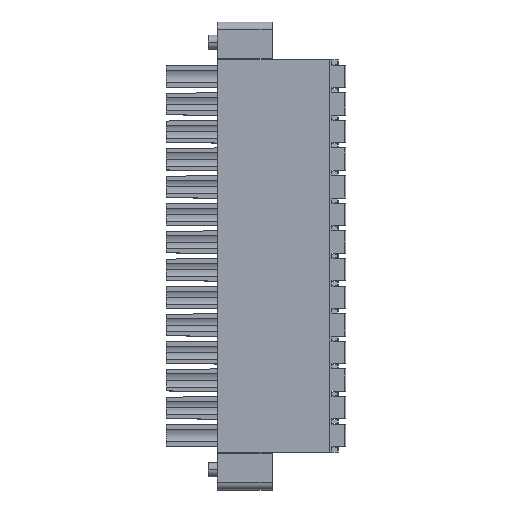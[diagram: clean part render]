
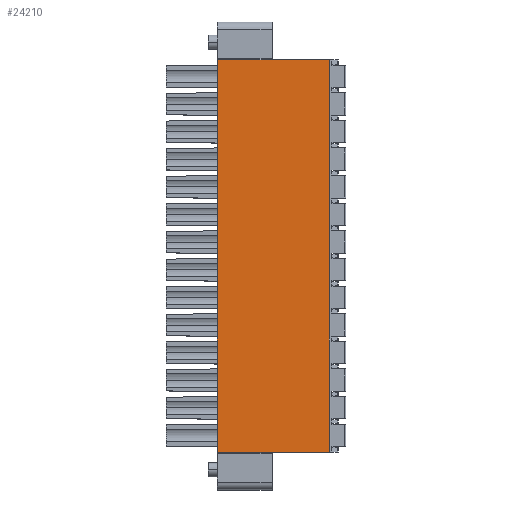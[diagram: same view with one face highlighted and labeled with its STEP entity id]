
A CAD part, top view. The second image highlights one B-rep face of the part: STEP entity #24210.
In plain terms, the highlighted planar face has unit normal (0, 0, 1).
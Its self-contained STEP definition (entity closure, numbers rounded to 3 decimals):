
#7468=DIRECTION('',(0.,1.,0.));
#7469=VECTOR('',#7468,49.7);
#7470=CARTESIAN_POINT('',(-6.625,-35.645,23.4));
#7471=LINE('',#7470,#7469);
#7472=DIRECTION('',(0.,-1.,0.));
#7473=VECTOR('',#7472,49.7);
#7474=CARTESIAN_POINT('',(7.575,14.055,23.4));
#7475=LINE('',#7474,#7473);
#7476=DIRECTION('',(-1.,0.,0.));
#7477=VECTOR('',#7476,6.95);
#7478=CARTESIAN_POINT('',(0.325,14.055,23.4));
#7479=LINE('',#7478,#7477);
#7560=DIRECTION('',(-1.,0.,0.));
#7561=VECTOR('',#7560,7.25);
#7562=CARTESIAN_POINT('',(7.575,14.055,23.4));
#7563=LINE('',#7562,#7561);
#7846=DIRECTION('',(1.,0.,0.));
#7847=VECTOR('',#7846,7.25);
#7848=CARTESIAN_POINT('',(0.325,-35.645,23.4));
#7849=LINE('',#7848,#7847);
#8855=DIRECTION('',(1.,0.,0.));
#8856=VECTOR('',#8855,6.95);
#8857=CARTESIAN_POINT('',(-6.625,-35.645,23.4));
#8858=LINE('',#8857,#8856);
#11013=CARTESIAN_POINT('',(-6.625,-35.645,23.4));
#11015=VERTEX_POINT('',#11013);
#11182=CARTESIAN_POINT('',(7.575,-35.645,23.4));
#11183=VERTEX_POINT('',#11182);
#11184=CARTESIAN_POINT('',(0.325,-35.645,23.4));
#11185=VERTEX_POINT('',#11184);
#13794=CARTESIAN_POINT('',(-6.625,14.055,23.4));
#13795=VERTEX_POINT('',#13794);
#13875=CARTESIAN_POINT('',(7.575,14.055,23.4));
#13876=VERTEX_POINT('',#13875);
#13877=CARTESIAN_POINT('',(0.325,14.055,23.4));
#13878=VERTEX_POINT('',#13877);
#24193=CARTESIAN_POINT('',(4.299,13.355,23.4));
#24194=DIRECTION('',(0.,0.,1.));
#24195=DIRECTION('',(-1.,0.,0.));
#24196=AXIS2_PLACEMENT_3D('',#24193,#24194,#24195);
#24197=PLANE('',#24196);
#24198=ORIENTED_EDGE('',*,*,#14103,.T.);
#24200=ORIENTED_EDGE('',*,*,#24199,.F.);
#24202=ORIENTED_EDGE('',*,*,#24201,.F.);
#24203=ORIENTED_EDGE('',*,*,#24183,.T.);
#24205=ORIENTED_EDGE('',*,*,#24204,.F.);
#24207=ORIENTED_EDGE('',*,*,#24206,.F.);
#24208=EDGE_LOOP('',(#24198,#24200,#24202,#24203,#24205,#24207));
#24209=FACE_OUTER_BOUND('',#24208,.F.);
#14103=EDGE_CURVE('',#11015,#13795,#7471,.T.);
#24183=EDGE_CURVE('',#13876,#11183,#7475,.T.);
#24199=EDGE_CURVE('',#13878,#13795,#7479,.T.);
#24201=EDGE_CURVE('',#13876,#13878,#7563,.T.);
#24204=EDGE_CURVE('',#11185,#11183,#7849,.T.);
#24206=EDGE_CURVE('',#11015,#11185,#8858,.T.);
#24210=ADVANCED_FACE('',(#24209),#24197,.T.);
